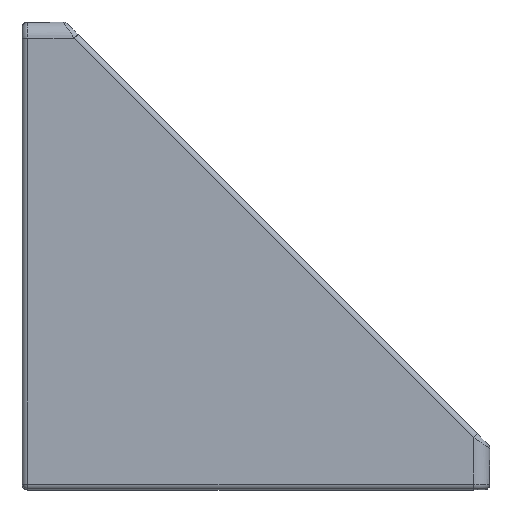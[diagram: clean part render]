
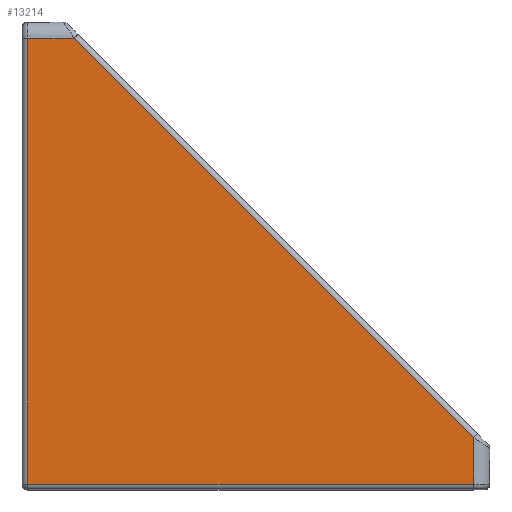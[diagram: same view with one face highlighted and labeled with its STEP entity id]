
A CAD part, top view. The second image highlights one B-rep face of the part: STEP entity #13214.
In plain terms, the highlighted planar face has unit normal (0, 0, 1).
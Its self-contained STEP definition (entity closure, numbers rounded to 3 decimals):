
#633 = EDGE_LOOP ( 'NONE', ( #6276, #2817, #6317, #6212, #6203 ) ) ;
#994 = VERTEX_POINT ( 'NONE', #1552 ) ;
#998 = VERTEX_POINT ( 'NONE', #1556 ) ;
#1009 = VERTEX_POINT ( 'NONE', #1568 ) ;
#1010 = VERTEX_POINT ( 'NONE', #1569 ) ;
#1011 = VERTEX_POINT ( 'NONE', #1570 ) ;
#1552 = CARTESIAN_POINT ( 'NONE',  ( 83., 1., 43. ) ) ;
#1556 = CARTESIAN_POINT ( 'NONE',  ( 83., 9.586, 43. ) ) ;
#1568 = CARTESIAN_POINT ( 'NONE',  ( 9.586, 83., 43. ) ) ;
#1569 = CARTESIAN_POINT ( 'NONE',  ( 1., 83., 43. ) ) ;
#1570 = CARTESIAN_POINT ( 'NONE',  ( 1., 1., 43. ) ) ;
#2225 = EDGE_CURVE ( 'NONE', #1011, #994, #4270, .T. ) ;
#2226 = EDGE_CURVE ( 'NONE', #1010, #1011, #4259, .T. ) ;
#2227 = EDGE_CURVE ( 'NONE', #1009, #1010, #4273, .T. ) ;
#2228 = EDGE_CURVE ( 'NONE', #998, #1009, #4275, .T. ) ;
#2229 = EDGE_CURVE ( 'NONE', #994, #998, #4277, .T. ) ;
#2817 = ORIENTED_EDGE ( 'NONE', *, *, #2228, .T. ) ;
#4259 = LINE ( 'NONE', #11612, #4274 ) ;
#4270 = LINE ( 'NONE', #11624, #4272 ) ;
#4272 = VECTOR ( 'NONE', #11626, 1000. ) ;
#4273 = LINE ( 'NONE', #11628, #4276 ) ;
#4274 = VECTOR ( 'NONE', #11627, 1000. ) ;
#4275 = LINE ( 'NONE', #11630, #4278 ) ;
#4276 = VECTOR ( 'NONE', #11629, 1000. ) ;
#4277 = LINE ( 'NONE', #11632, #4280 ) ;
#4278 = VECTOR ( 'NONE', #11631, 1000. ) ;
#4280 = VECTOR ( 'NONE', #11633, 1000. ) ;
#6203 = ORIENTED_EDGE ( 'NONE', *, *, #2225, .T. ) ;
#6212 = ORIENTED_EDGE ( 'NONE', *, *, #2226, .T. ) ;
#6276 = ORIENTED_EDGE ( 'NONE', *, *, #2229, .T. ) ;
#6317 = ORIENTED_EDGE ( 'NONE', *, *, #2227, .T. ) ;
#8129 = FACE_OUTER_BOUND ( 'NONE', #633, .T. ) ;
#10286 = AXIS2_PLACEMENT_3D ( 'NONE', #12126, #12135, #12136 ) ;
#11612 = CARTESIAN_POINT ( 'NONE',  ( 1., 0., 43. ) ) ;
#11624 = CARTESIAN_POINT ( 'NONE',  ( 83., 1., 43. ) ) ;
#11626 = DIRECTION ( 'NONE',  ( 1., 0., 0. ) ) ;
#11627 = DIRECTION ( 'NONE',  ( 0., -1., 0. ) ) ;
#11628 = CARTESIAN_POINT ( 'NONE',  ( 0., 83., 43. ) ) ;
#11629 = DIRECTION ( 'NONE',  ( -1., 0., 0. ) ) ;
#11630 = CARTESIAN_POINT ( 'NONE',  ( 10.293, 82.293, 43. ) ) ;
#11631 = DIRECTION ( 'NONE',  ( -0.707, 0.707, 0. ) ) ;
#11632 = CARTESIAN_POINT ( 'NONE',  ( 83., 7.586, 43. ) ) ;
#11633 = DIRECTION ( 'NONE',  ( 0., 1., 0. ) ) ;
#12126 = CARTESIAN_POINT ( 'NONE',  ( 86., 0., 43. ) ) ;
#12132 = PLANE ( 'NONE',  #10286 ) ;
#12135 = DIRECTION ( 'NONE',  ( 0., 0., 1. ) ) ;
#12136 = DIRECTION ( 'NONE',  ( 1., 0., 0. ) ) ;
#13214 = ADVANCED_FACE ( 'NONE', ( #8129 ), #12132, .T. ) ;
